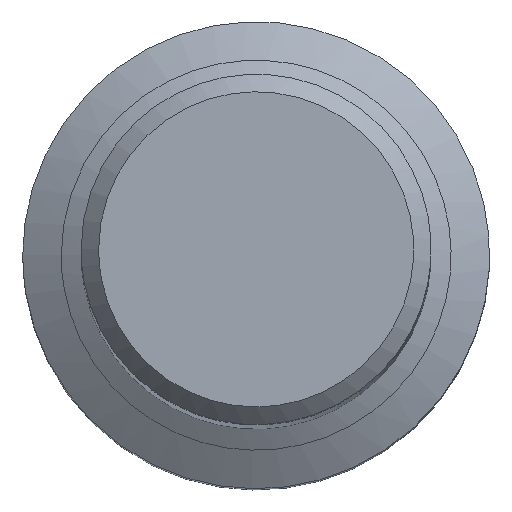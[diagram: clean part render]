
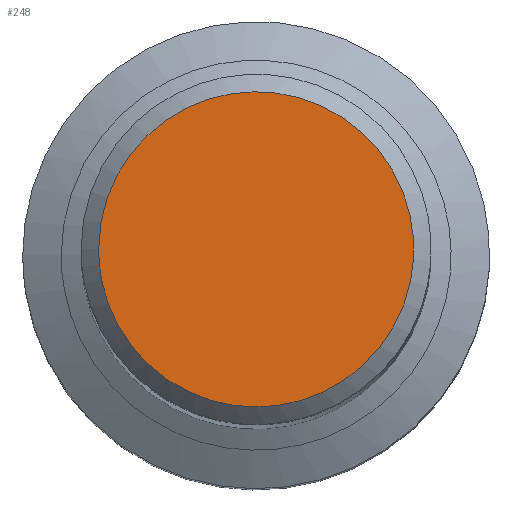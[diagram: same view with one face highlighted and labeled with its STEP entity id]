
A CAD part, top view. The second image highlights one B-rep face of the part: STEP entity #248.
In plain terms, the highlighted planar face has unit normal (0, 0, 1).
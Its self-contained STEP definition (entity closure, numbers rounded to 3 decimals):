
#199 = VERTEX_POINT('', #200);
#200 = CARTESIAN_POINT('', (-4.05, 0., 0.));
#205 = EDGE_CURVE('', #199, #199, #206, .T.);
#206 = (
   BOUNDED_CURVE ()
   B_SPLINE_CURVE (2, (#207, #208, #209, #210, #211, #212, #213, #214, #215), .UNSPECIFIED., .T., .U.)
   B_SPLINE_CURVE_WITH_KNOTS ((3, 2, 2, 2, 3), (0., 1.571, 3.142, 4.712, 6.283), .UNSPECIFIED.)
   CURVE ()
   GEOMETRIC_REPRESENTATION_ITEM ()
   RATIONAL_B_SPLINE_CURVE ((1., 0.707, 1., 0.707, 1., 0.707, 1., 0.707, 1.))
   REPRESENTATION_ITEM ('')
);
#207 = CARTESIAN_POINT('', (-4.05, 0., 0.));
#208 = CARTESIAN_POINT('', (-4.05, 4.05, 0.));
#209 = CARTESIAN_POINT('', (0., 4.05, 0.));
#210 = CARTESIAN_POINT('', (4.05, 4.05, 0.));
#211 = CARTESIAN_POINT('', (4.05, 0., 0.));
#212 = CARTESIAN_POINT('', (4.05, -4.05, 0.));
#213 = CARTESIAN_POINT('', (0., -4.05, 0.));
#214 = CARTESIAN_POINT('', (-4.05, -4.05, 0.));
#215 = CARTESIAN_POINT('', (-4.05, 0., 0.));
#248 = ADVANCED_FACE('', (#249), #252, .T.);
#249 = FACE_OUTER_BOUND('', #250, .T.);
#250 = EDGE_LOOP('', (#251));
#251 = ORIENTED_EDGE('', *, *, #205, .F.);
#252 = PLANE('', #253);
#253 = AXIS2_PLACEMENT_3D('', #254, #255, #256);
#254 = CARTESIAN_POINT('', (6.3, -6.3, 0.));
#255 = DIRECTION('', (0., 0., 1.));
#256 = DIRECTION('', (0., 1., 0.));
